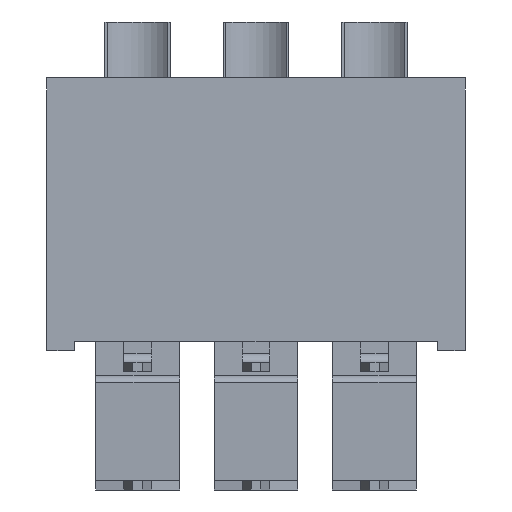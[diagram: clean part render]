
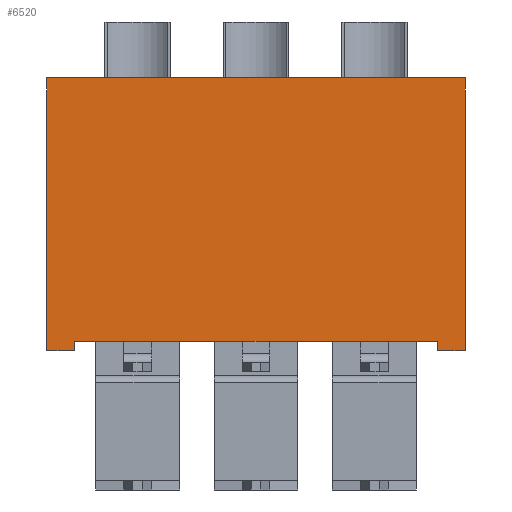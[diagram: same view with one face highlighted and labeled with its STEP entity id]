
A CAD part, front view. The second image highlights one B-rep face of the part: STEP entity #6520.
In plain terms, the highlighted planar face has unit normal (0, -1, 0).
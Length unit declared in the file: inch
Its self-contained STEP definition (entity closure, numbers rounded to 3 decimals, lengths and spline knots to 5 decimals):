
#432=PLANE('',#6858);
#753=FACE_OUTER_BOUND('',#1094,.T.);
#1094=EDGE_LOOP('',(#5846,#5847,#5848,#5849,#5850,#5851,#5852,#5853));
#1381=LINE('',#8863,#2116);
#1388=LINE('',#8877,#2123);
#1413=LINE('',#8927,#2148);
#1418=LINE('',#8935,#2153);
#1429=LINE('',#8957,#2164);
#1431=LINE('',#8960,#2166);
#1662=LINE('',#10410,#2397);
#1828=LINE('',#10798,#2563);
#2116=VECTOR('',#7407,0.3937);
#2123=VECTOR('',#7416,0.3937);
#2148=VECTOR('',#7449,0.3937);
#2153=VECTOR('',#7458,0.3937);
#2164=VECTOR('',#7485,0.3937);
#2166=VECTOR('',#7489,0.3937);
#2397=VECTOR('',#7856,0.3937);
#2563=VECTOR('',#8226,0.3937);
#2825=VERTEX_POINT('',#8860);
#2826=VERTEX_POINT('',#8862);
#2831=VERTEX_POINT('',#8874);
#2832=VERTEX_POINT('',#8876);
#2852=VERTEX_POINT('',#8924);
#2853=VERTEX_POINT('',#8926);
#2857=VERTEX_POINT('',#8956);
#3078=VERTEX_POINT('',#10408);
#3509=EDGE_CURVE('',#2826,#2825,#1381,.T.);
#3516=EDGE_CURVE('',#2832,#2831,#1388,.T.);
#3541=EDGE_CURVE('',#2853,#2852,#1413,.T.);
#3546=EDGE_CURVE('',#2852,#2832,#1418,.T.);
#3557=EDGE_CURVE('',#2853,#2857,#1429,.T.);
#3559=EDGE_CURVE('',#2826,#2831,#1431,.T.);
#3892=EDGE_CURVE('',#3078,#2825,#1662,.T.);
#4082=EDGE_CURVE('',#3078,#2857,#1828,.T.);
#5846=ORIENTED_EDGE('',*,*,#3516,.T.);
#5847=ORIENTED_EDGE('',*,*,#3559,.F.);
#5848=ORIENTED_EDGE('',*,*,#3509,.T.);
#5849=ORIENTED_EDGE('',*,*,#3892,.F.);
#5850=ORIENTED_EDGE('',*,*,#4082,.T.);
#5851=ORIENTED_EDGE('',*,*,#3557,.F.);
#5852=ORIENTED_EDGE('',*,*,#3541,.T.);
#5853=ORIENTED_EDGE('',*,*,#3546,.T.);
#6520=ADVANCED_FACE('',(#753),#432,.T.);
#6858=AXIS2_PLACEMENT_3D('',#10801,#8230,#8231);
#7407=DIRECTION('',(0.,0.,1.));
#7416=DIRECTION('',(0.,0.,-1.));
#7449=DIRECTION('',(0.,0.,1.));
#7458=DIRECTION('',(1.,0.,0.));
#7485=DIRECTION('',(-1.,0.,0.));
#7489=DIRECTION('',(-1.,0.,0.));
#7856=DIRECTION('',(1.,0.,0.));
#8226=DIRECTION('',(0.,0.,-1.));
#8230=DIRECTION('center_axis',(0.,-1.,0.));
#8231=DIRECTION('ref_axis',(0.,0.,-1.));
#8860=CARTESIAN_POINT('',(0.17677,-0.19488,0.11516));
#8862=CARTESIAN_POINT('',(0.17677,-0.19488,-0.11516));
#8863=CARTESIAN_POINT('',(0.17677,-0.19488,-0.11516));
#8874=CARTESIAN_POINT('',(0.15315,-0.19488,-0.11516));
#8876=CARTESIAN_POINT('',(0.15315,-0.19488,-0.10728));
#8877=CARTESIAN_POINT('',(0.15315,-0.19488,-0.11516));
#8924=CARTESIAN_POINT('',(-0.15315,-0.19488,-0.10728));
#8926=CARTESIAN_POINT('',(-0.15315,-0.19488,-0.11516));
#8927=CARTESIAN_POINT('',(-0.15315,-0.19488,-0.11516));
#8935=CARTESIAN_POINT('',(0.,-0.19488,-0.10728));
#8956=CARTESIAN_POINT('',(-0.17677,-0.19488,-0.11516));
#8957=CARTESIAN_POINT('',(0.,-0.19488,-0.11516));
#8960=CARTESIAN_POINT('',(0.,-0.19488,-0.11516));
#10408=CARTESIAN_POINT('',(-0.17677,-0.19488,0.11516));
#10410=CARTESIAN_POINT('',(0.,-0.19488,0.11516));
#10798=CARTESIAN_POINT('',(-0.17677,-0.19488,-0.11516));
#10801=CARTESIAN_POINT('Origin',(0.,-0.19488,-0.11516));
